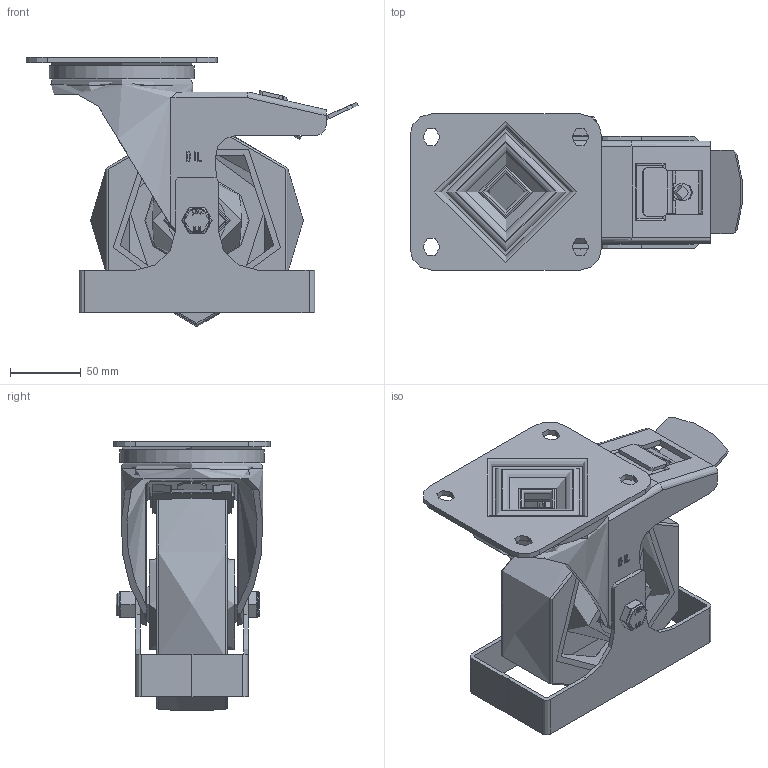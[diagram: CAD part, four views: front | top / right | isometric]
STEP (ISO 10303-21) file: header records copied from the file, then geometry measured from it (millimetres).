
FILE_DESCRIPTION(/* description */ (''),/* implementation_level */ '2;1');
FILE_NAME(/* name */ 'BZPH150PTBJSWBFG.step',/* time_stamp */ '2025-06-13T15:46:02+01:00',/* author */ (''),/* organization */ (''),/* preprocessor_version */ 'ST-DEVELOPER v20.1',/* originating_system */ 'Autodesk Translation Framework v14.10.0.0',/* authorisation */ '');
FILE_SCHEMA (('AUTOMOTIVE_DESIGN { 1 0 10303 214 3 1 1 }'));
Length unit declared in the file: millimetre
Products named in the file (33): BZPH150PTBJSWBFG; BZPH150ASSWB - 64 v1; ZINC PLATED, PRESSED STEEL TOP PLATE (1); ZINC PLATED, PRESSED STEEL FORKS (1); BRAKE PAD (1); BRAKE PAD Geometry (1); BRAKE BOLT (1); BEARING SEAL (1); ZINC PLATED,PRESSED STEEL BRAKE PEDAL (1); BZXH150WPTBJM20 v1; POLYURETHANE TYRE; CAST IRON RIM; CAST IRON RIM Geometry; BEARING SPACER; BEARING 6204; BALL BEARINGS; BEARING 6204 (1); BALL BEARINGS (1); Component3; STEEL; RUBBER; TH20X2X12 v1; ZINC PLATED HEADED SPACER; TH20X2X12 v1 (1); ZINC PLATED HEADED SPACER (1); A005204 - FGP1506012 v1; A005192; HEXBOLTM12X90Z8.8 v2; GRADE 8.8 ZINC PLATED BOLT; NYLOCM12Z14MM v1; NYLOC NUT; NUT; RUBBER (1)
Assembly tree (50 placements, depth 5):
  BZPH150PTBJSWBFG
    BZPH150ASSWB - 64 v1
      ZINC PLATED, PRESSED STEEL TOP PLATE (1)
      ZINC PLATED, PRESSED STEEL FORKS (1)
      BRAKE PAD (1)
        BRAKE PAD Geometry (1)
        BRAKE BOLT (1)
      BEARING SEAL (1)
      ZINC PLATED,PRESSED STEEL BRAKE PEDAL (1)
    BZXH150WPTBJM20 v1
      POLYURETHANE TYRE
      CAST IRON RIM
        CAST IRON RIM Geometry
        BEARING SPACER
      BEARING 6204
        BALL BEARINGS
          Component3  x8
        STEEL
        RUBBER
      BEARING 6204 (1)
        BALL BEARINGS (1)
          Component3  x8
        STEEL
        RUBBER
    TH20X2X12 v1
      ZINC PLATED HEADED SPACER
    TH20X2X12 v1 (1)
      ZINC PLATED HEADED SPACER (1)
    A005204 - FGP1506012 v1
      A005192  x2
    HEXBOLTM12X90Z8.8 v2
      GRADE 8.8 ZINC PLATED BOLT
    NYLOCM12Z14MM v1
      NYLOC NUT
        NUT
        RUBBER (1)
Bounding box: 234.04 x 110 x 189.88 mm (x, y, z)
Volume: 897343.1 mm3; surface area: 352413.1 mm2
Topology: 43 solids, 43 shells, 1553 faces, 4157 edges, 2722 vertices
Faces by surface type: plane 743, bspline 376, cylinder 349, torus 44, sphere 34, cone 7
Full cylindrical faces by diameter (mm): 9.836 x16, 10 x2, 11.834 x16, 12 x3, 12.1 x2, 12.2 x2, 13 x2, 14 x2, 17.75 x1, 18.5 x1, 19.8 x2, 20 x3, 24 x1, 25 x2, 26 x1, 27 x10, 28.5 x4, 29 x8, 40 x5, 40.5 x4, 41.5 x4, 42 x8, 44 x2, 47 x4, 50 x1, 52 x1, 62 x1, 73 x2, 92 x1, 99.95 x1
Entity records: 42447 total; most frequent: CARTESIAN_POINT 16776, ORIENTED_EDGE 5462, DIRECTION 4639, EDGE_CURVE 2731, VERTEX_POINT 1780, AXIS2_PLACEMENT_3D 1595, LINE 1449, VECTOR 1449
